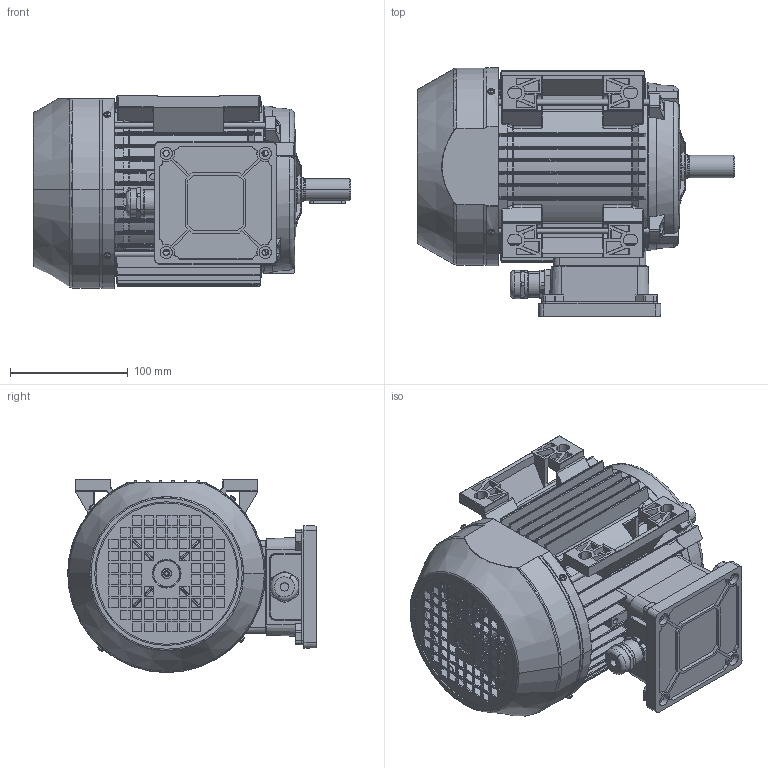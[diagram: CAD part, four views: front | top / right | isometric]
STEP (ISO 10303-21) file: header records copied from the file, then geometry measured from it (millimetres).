
FILE_DESCRIPTION (( 'STEP AP214' ), '1' );
FILE_NAME ('CA80-B3-IC411-2-4-6-8 POLI.-TB RIGHT.STEP', '2024-09-19T06:44:29', ( '' ), ( '' ), 'SwSTEP 2.0', 'SolidWorks 2024', '' );
FILE_SCHEMA (( 'AUTOMOTIVE_DESIGN' ));
Length unit declared in the file: millimetre
Products named in the file (14): Albero C-FC80_Pacco H = 70; Guarnizione scatola-coperchio 71- 80; Carcassa 80-B3-lat; Copriventola tipo 80; pan head cross recess screw_iso_ISO 7045 - M3 x 16 - Z --- 16C; Scudo C80 posteriore; Guarnizione scatola-motore71- 80; 6x6x30; PRESSACAVO M20; Tirante M5 L.147; Scatola morsetti 71- 80_STANDARD DEFINITIVO-1 FORO CENTRALE; Coperchio scatola morsetti 71-80; Scudo C80 anteriore; CA80-B3-IC411-2-4-6-8 POLI.-TB RIGHT
Assembly tree (19 placements, depth 2):
  CA80-B3-IC411-2-4-6-8 POLI.-TB RIGHT
    Albero C-FC80_Pacco H = 70
    Scudo C80 anteriore
    Scudo C80 posteriore
    Tirante M5 L.147  x4
    Copriventola tipo 80
    6x6x30
    pan head cross recess screw_iso_ISO 7045 - M3 x 16 - Z --- 16C  x4
    Carcassa 80-B3-lat
    Scatola morsetti 71- 80_STANDARD DEFINITIVO-1 FORO CENTRALE
    Guarnizione scatola-motore71- 80
    Coperchio scatola morsetti 71-80
    PRESSACAVO M20
    Guarnizione scatola-coperchio 71- 80
Bounding box: 269.78 x 211 x 164 mm (x, y, z)
Volume: 945808.6 mm3; surface area: 594245.8 mm2
Topology: 19 solids, 20 shells, 4509 faces, 11694 edges, 7119 vertices
Faces by surface type: plane 1405, cylinder 1158, bspline 715, cone 564, torus 544, sphere 123
Entity records: 155734 total; most frequent: CARTESIAN_POINT 56038, ORIENTED_EDGE 22300, DIRECTION 19096, EDGE_CURVE 11150, AXIS2_PLACEMENT_3D 7428, VERTEX_POINT 6865, EDGE_LOOP 4655, ADVANCED_FACE 4332
